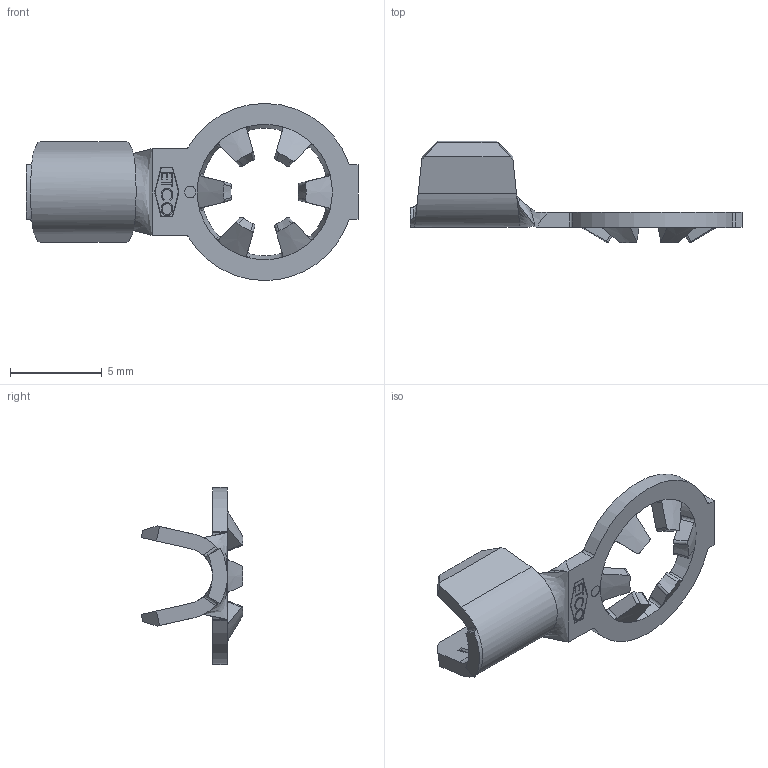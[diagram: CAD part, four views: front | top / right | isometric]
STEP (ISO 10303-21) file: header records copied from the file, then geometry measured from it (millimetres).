
FILE_DESCRIPTION (( 'STEP AP203' ), '1' );
FILE_NAME ('02047.STEP', '2015-02-05T19:23:29', ( '' ), ( '' ), 'SwSTEP 2.0', 'SolidWorks 2014', '' );
FILE_SCHEMA (( 'CONFIG_CONTROL_DESIGN' ));
Length unit declared in the file: inch
Products named in the file (1): 02047
Bounding box: 18.08 x 5.54 x 9.65 mm (x, y, z)
Volume: 92.5 mm3; surface area: 312.1 mm2
Topology: 1 solids, 1 shells, 231 faces, 610 edges, 389 vertices
Faces by surface type: plane 118, bspline 55, cone 35, cylinder 21, torus 2
Entity records: 9734 total; most frequent: CARTESIAN_POINT 4444, ORIENTED_EDGE 1220, DIRECTION 875, EDGE_CURVE 610, VERTEX_POINT 389, LINE 335, VECTOR 335, AXIS2_PLACEMENT_3D 270
